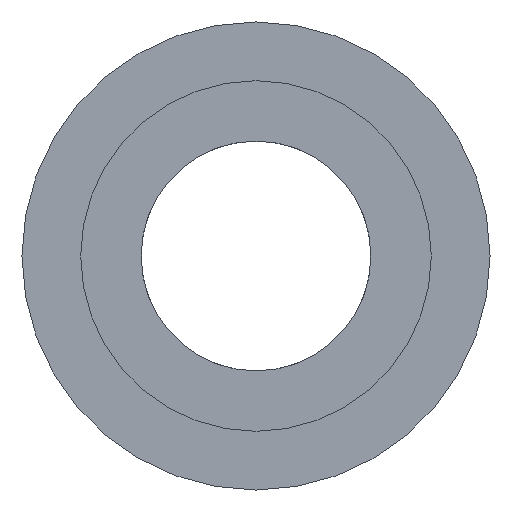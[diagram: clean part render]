
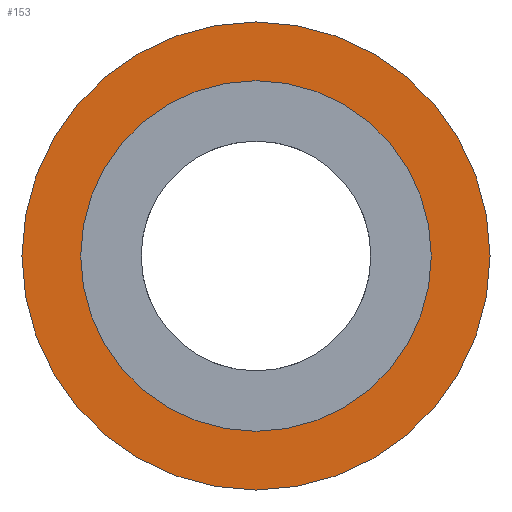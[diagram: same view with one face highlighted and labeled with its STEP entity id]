
A CAD part, front view. The second image highlights one B-rep face of the part: STEP entity #153.
In plain terms, the highlighted planar face has unit normal (0, -1, 0).
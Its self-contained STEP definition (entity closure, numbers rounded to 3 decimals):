
#88=FACE_BOUND('',#278,.T.);
#89=FACE_BOUND('',#279,.T.);
#153=ADVANCED_FACE('',(#88,#89),#207,.F.);
#207=PLANE('',#1031);
#278=EDGE_LOOP('',(#573));
#279=EDGE_LOOP('',(#574));
#573=ORIENTED_EDGE('',*,*,#897,.F.);
#574=ORIENTED_EDGE('',*,*,#898,.F.);
#790=VERTEX_POINT('',#1571);
#791=VERTEX_POINT('',#1573);
#897=EDGE_CURVE('',#790,#790,#967,.T.);
#898=EDGE_CURVE('',#791,#791,#968,.T.);
#967=CIRCLE('',#1029,20.6);
#968=CIRCLE('',#1030,27.5);
#1029=AXIS2_PLACEMENT_3D('',#1570,#1237,#1238);
#1030=AXIS2_PLACEMENT_3D('',#1572,#1239,#1240);
#1031=AXIS2_PLACEMENT_3D('',#1574,#1241,#1242);
#1237=DIRECTION('',(0.,-1.,0.));
#1238=DIRECTION('',(1.,0.,0.));
#1239=DIRECTION('',(0.,1.,0.));
#1240=DIRECTION('',(1.,0.,0.));
#1241=DIRECTION('',(0.,1.,0.));
#1242=DIRECTION('',(0.,0.,1.));
#1570=CARTESIAN_POINT('',(0.,-62.5,0.));
#1571=CARTESIAN_POINT('',(20.6,-62.5,0.));
#1572=CARTESIAN_POINT('',(0.,-62.5,0.));
#1573=CARTESIAN_POINT('',(27.5,-62.5,0.));
#1574=CARTESIAN_POINT('',(0.,-62.5,0.));
